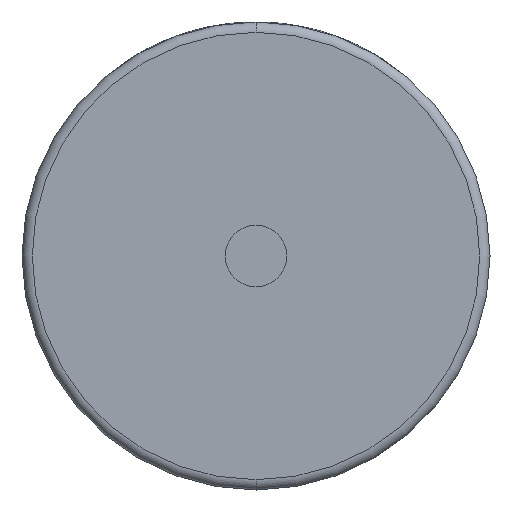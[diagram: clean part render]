
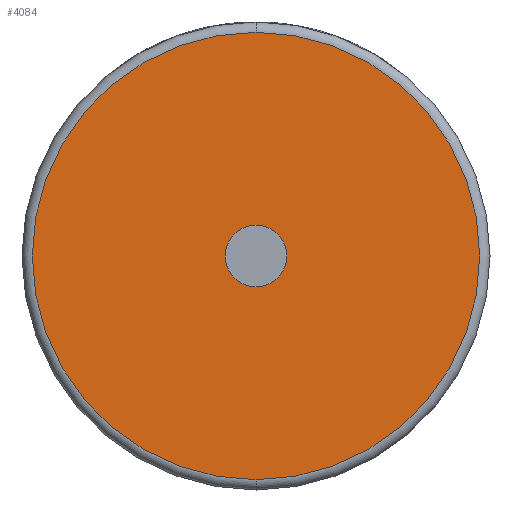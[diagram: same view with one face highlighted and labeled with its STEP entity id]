
A CAD part, front view. The second image highlights one B-rep face of the part: STEP entity #4084.
In plain terms, the highlighted planar face has unit normal (0, -1, 0).
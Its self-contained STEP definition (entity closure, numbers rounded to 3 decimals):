
#139 = CARTESIAN_POINT ( 'NONE',  ( 0., 0., 0. ) ) ;
#169 = DIRECTION ( 'NONE',  ( 0., -1., 0. ) ) ;
#205 = CARTESIAN_POINT ( 'NONE',  ( 0., 0., 0. ) ) ;
#222 = CARTESIAN_POINT ( 'NONE',  ( 0., 0., 6. ) ) ;
#273 = CARTESIAN_POINT ( 'NONE',  ( 0., 0., 0. ) ) ;
#290 = CIRCLE ( 'NONE', #1435, 6. ) ;
#294 = ORIENTED_EDGE ( 'NONE', *, *, #1731, .F. ) ;
#485 = ORIENTED_EDGE ( 'NONE', *, *, #1184, .T. ) ;
#523 = CARTESIAN_POINT ( 'NONE',  ( 0., 0., 0. ) ) ;
#647 = DIRECTION ( 'NONE',  ( 0., 0., 1. ) ) ;
#782 = CARTESIAN_POINT ( 'NONE',  ( 0., 0., -43.5 ) ) ;
#883 = AXIS2_PLACEMENT_3D ( 'NONE', #2046, #3469, #3481 ) ;
#941 = PLANE ( 'NONE',  #883 ) ;
#1116 = EDGE_CURVE ( 'NONE', #2636, #3333, #1579, .T. ) ;
#1184 = EDGE_CURVE ( 'NONE', #3333, #2636, #1917, .T. ) ;
#1435 = AXIS2_PLACEMENT_3D ( 'NONE', #273, #2847, #647 ) ;
#1481 = FACE_BOUND ( 'NONE', #1980, .T. ) ;
#1552 = DIRECTION ( 'NONE',  ( 0., 0., 1. ) ) ;
#1567 = DIRECTION ( 'NONE',  ( 0., 0., 1. ) ) ;
#1579 = CIRCLE ( 'NONE', #1666, 43.5 ) ;
#1635 = ORIENTED_EDGE ( 'NONE', *, *, #4476, .F. ) ;
#1666 = AXIS2_PLACEMENT_3D ( 'NONE', #523, #169, #1552 ) ;
#1731 = EDGE_CURVE ( 'NONE', #4220, #3456, #290, .T. ) ;
#1917 = CIRCLE ( 'NONE', #3337, 43.5 ) ;
#1936 = DIRECTION ( 'NONE',  ( 0., -1., 0. ) ) ;
#1980 = EDGE_LOOP ( 'NONE', ( #294, #1635 ) ) ;
#2046 = CARTESIAN_POINT ( 'NONE',  ( 0., 0., 0. ) ) ;
#2357 = CARTESIAN_POINT ( 'NONE',  ( 0., 0., -6. ) ) ;
#2388 = DIRECTION ( 'NONE',  ( 0., -1., 0. ) ) ;
#2444 = CIRCLE ( 'NONE', #4561, 6. ) ;
#2636 = VERTEX_POINT ( 'NONE', #4636 ) ;
#2847 = DIRECTION ( 'NONE',  ( 0., -1., 0. ) ) ;
#2912 = FACE_OUTER_BOUND ( 'NONE', #3101, .T. ) ;
#3101 = EDGE_LOOP ( 'NONE', ( #4335, #485 ) ) ;
#3333 = VERTEX_POINT ( 'NONE', #782 ) ;
#3337 = AXIS2_PLACEMENT_3D ( 'NONE', #205, #2388, #4510 ) ;
#3456 = VERTEX_POINT ( 'NONE', #2357 ) ;
#3469 = DIRECTION ( 'NONE',  ( 0., 1., 0. ) ) ;
#3481 = DIRECTION ( 'NONE',  ( 0., 0., 1. ) ) ;
#4084 = ADVANCED_FACE ( 'NONE', ( #2912, #1481 ), #941, .F. ) ;
#4220 = VERTEX_POINT ( 'NONE', #222 ) ;
#4335 = ORIENTED_EDGE ( 'NONE', *, *, #1116, .T. ) ;
#4476 = EDGE_CURVE ( 'NONE', #3456, #4220, #2444, .T. ) ;
#4510 = DIRECTION ( 'NONE',  ( 0., 0., 1. ) ) ;
#4561 = AXIS2_PLACEMENT_3D ( 'NONE', #139, #1936, #1567 ) ;
#4636 = CARTESIAN_POINT ( 'NONE',  ( 0., 0., 43.5 ) ) ;
